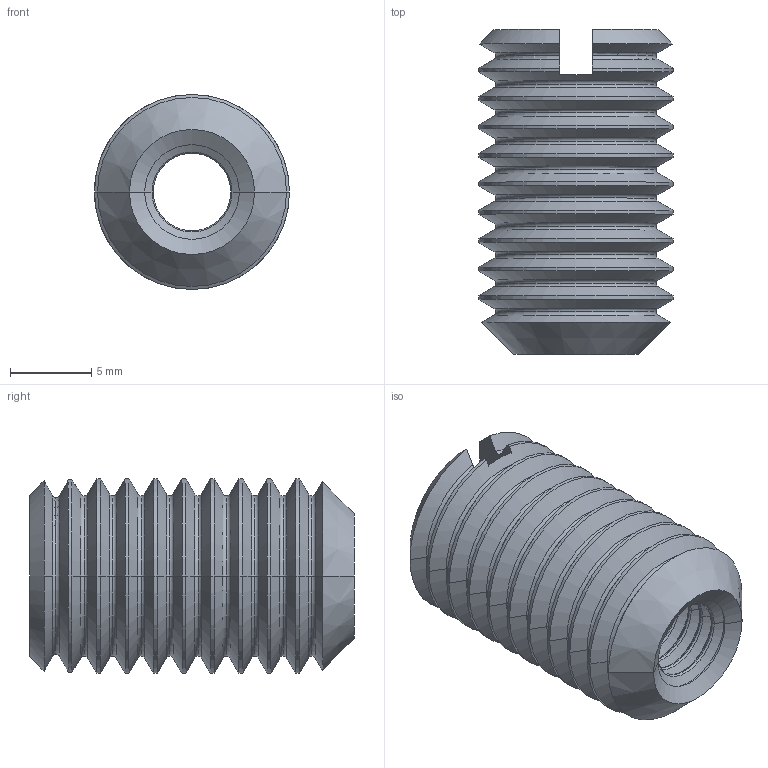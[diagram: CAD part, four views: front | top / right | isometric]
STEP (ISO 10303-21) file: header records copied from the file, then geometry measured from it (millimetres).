
FILE_DESCRIPTION (( 'STEP AP203' ), '1' );
FILE_NAME ('2.51.12.06.STEP', '2014-06-24T02:42:26', ( 'USER' ), ( 'Microsoft' ), 'SwSTEP 2.0', 'SolidWorks 2012', '' );
FILE_SCHEMA (( 'CONFIG_CONTROL_DESIGN' ));
Length unit declared in the file: millimetre
Products named in the file (1): 2.51.12.06
Bounding box: 12 x 20 x 12 mm (x, y, z)
Volume: 1333.8 mm3; surface area: 1750.7 mm2
Topology: 1 solids, 1 shells, 327 faces, 709 edges, 382 vertices
Faces by surface type: cone 135, torus 122, cylinder 62, plane 8
Entity records: 8998 total; most frequent: DIRECTION 1743, CARTESIAN_POINT 1679, ORIENTED_EDGE 1418, AXIS2_PLACEMENT_3D 774, EDGE_CURVE 709, CIRCLE 446, VERTEX_POINT 382, FACE_OUTER_BOUND 327
